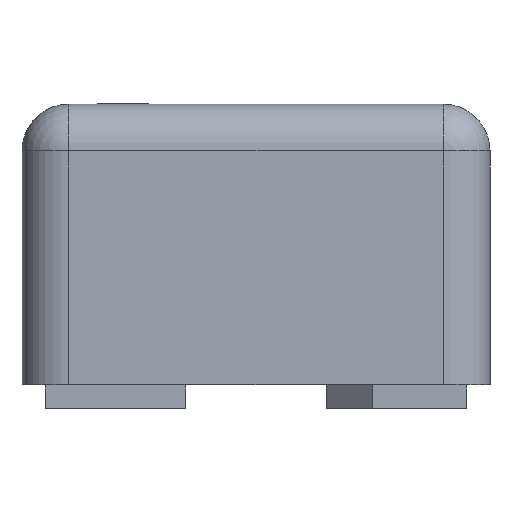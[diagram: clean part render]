
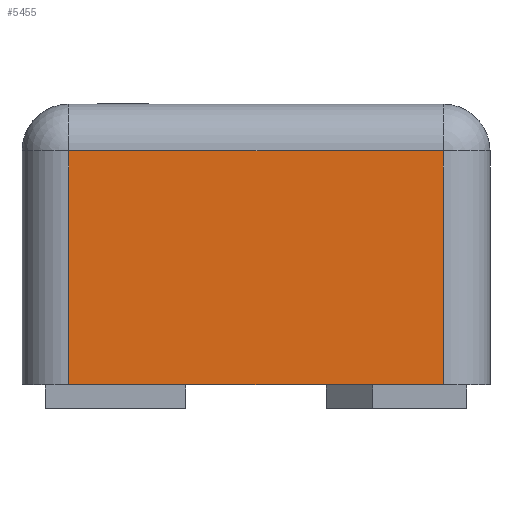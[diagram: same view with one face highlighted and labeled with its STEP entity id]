
A CAD part, front view. The second image highlights one B-rep face of the part: STEP entity #5455.
In plain terms, the highlighted planar face has unit normal (0, -1, 0).
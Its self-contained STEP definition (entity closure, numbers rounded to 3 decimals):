
#957 = CARTESIAN_POINT ( 'NONE',  ( -0.4, -0.725, 0.05 ) ) ;
#3633 = CARTESIAN_POINT ( 'NONE',  ( -0.5, -0.725, 0.65 ) ) ;
#4618 = ORIENTED_EDGE ( 'NONE', *, *, #29807, .T. ) ;
#5455 = ADVANCED_FACE ( 'NONE', ( #8935 ), #19683, .F. ) ;
#8568 = EDGE_CURVE ( 'NONE', #30495, #18952, #34179, .T. ) ;
#8935 = FACE_OUTER_BOUND ( 'NONE', #13947, .T. ) ;
#9349 = DIRECTION ( 'NONE',  ( -1., 0., 0. ) ) ;
#9785 = CARTESIAN_POINT ( 'NONE',  ( -0.4, -0.725, 0.65 ) ) ;
#9802 = DIRECTION ( 'NONE',  ( 0., 0., 1. ) ) ;
#10167 = DIRECTION ( 'NONE',  ( 0., 1., 0. ) ) ;
#11838 = VERTEX_POINT ( 'NONE', #33965 ) ;
#12589 = VECTOR ( 'NONE', #15266, 1000. ) ;
#12705 = CARTESIAN_POINT ( 'NONE',  ( 0.4, -0.725, 0.05 ) ) ;
#13091 = EDGE_CURVE ( 'NONE', #11838, #30495, #26315, .T. ) ;
#13947 = EDGE_LOOP ( 'NONE', ( #31490, #20244, #20888, #4618 ) ) ;
#14355 = EDGE_CURVE ( 'NONE', #19941, #11838, #30832, .T. ) ;
#14497 = LINE ( 'NONE', #17152, #16403 ) ;
#15266 = DIRECTION ( 'NONE',  ( 0., 0., -1. ) ) ;
#16403 = VECTOR ( 'NONE', #32814, 1000. ) ;
#17152 = CARTESIAN_POINT ( 'NONE',  ( 0.4, -0.725, 0.65 ) ) ;
#18952 = VERTEX_POINT ( 'NONE', #12705 ) ;
#19683 = PLANE ( 'NONE',  #20826 ) ;
#19941 = VERTEX_POINT ( 'NONE', #29833 ) ;
#20205 = VECTOR ( 'NONE', #34374, 1000. ) ;
#20244 = ORIENTED_EDGE ( 'NONE', *, *, #13091, .T. ) ;
#20826 = AXIS2_PLACEMENT_3D ( 'NONE', #3633, #10167, #9802 ) ;
#20888 = ORIENTED_EDGE ( 'NONE', *, *, #8568, .T. ) ;
#26315 = LINE ( 'NONE', #9785, #12589 ) ;
#29807 = EDGE_CURVE ( 'NONE', #18952, #19941, #14497, .T. ) ;
#29833 = CARTESIAN_POINT ( 'NONE',  ( 0.4, -0.725, 0.55 ) ) ;
#30495 = VERTEX_POINT ( 'NONE', #957 ) ;
#30502 = CARTESIAN_POINT ( 'NONE',  ( -0.5, -0.725, 0.05 ) ) ;
#30832 = LINE ( 'NONE', #33147, #32830 ) ;
#31490 = ORIENTED_EDGE ( 'NONE', *, *, #14355, .T. ) ;
#32814 = DIRECTION ( 'NONE',  ( 0., 0., 1. ) ) ;
#32830 = VECTOR ( 'NONE', #9349, 1000. ) ;
#33147 = CARTESIAN_POINT ( 'NONE',  ( -0.5, -0.725, 0.55 ) ) ;
#33965 = CARTESIAN_POINT ( 'NONE',  ( -0.4, -0.725, 0.55 ) ) ;
#34179 = LINE ( 'NONE', #30502, #20205 ) ;
#34374 = DIRECTION ( 'NONE',  ( 1., 0., 0. ) ) ;
